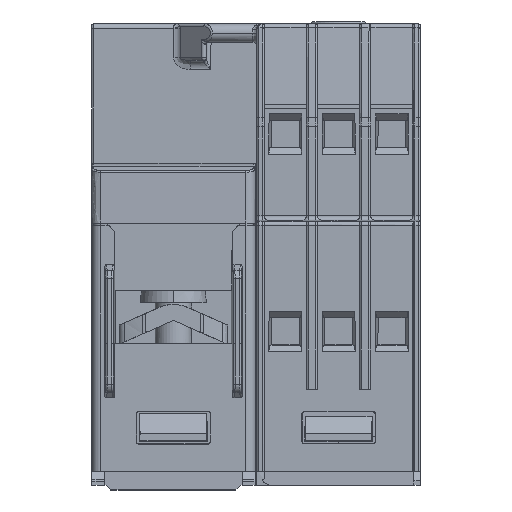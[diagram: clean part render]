
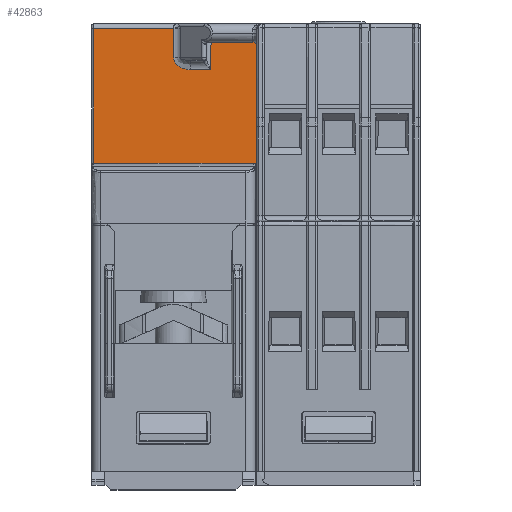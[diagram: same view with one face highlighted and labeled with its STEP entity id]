
A CAD part, front view. The second image highlights one B-rep face of the part: STEP entity #42863.
In plain terms, the highlighted free-form (B-spline) face has degree [1, 1] with [2, 2] control points.
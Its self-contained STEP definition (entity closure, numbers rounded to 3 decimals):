
#5410=CARTESIAN_POINT('',(-9.521,-18.217,-15.641));
#5411=VERTEX_POINT('',#5410);
#5421=CARTESIAN_POINT('',(-8.471,-18.217,-15.641));
#5422=VERTEX_POINT('',#5421);
#5430=CARTESIAN_POINT('',(-9.521,-18.217,-15.641));
#5431=DIRECTION('',(1.0,0.0,0.0));
#5432=VECTOR('',#5431,1.05);
#5433=LINE('',#5430,#5432);
#5434=EDGE_CURVE('',#5411,#5422,#5433,.T.);
#8733=CARTESIAN_POINT('',(-4.396,-18.341,-1.441));
#8734=VERTEX_POINT('',#8733);
#8735=CARTESIAN_POINT('',(-4.895,-18.334,-2.307));
#8736=VERTEX_POINT('',#8735);
#8737=CARTESIAN_POINT('',(-5.396,-18.341,-1.441));
#8738=DIRECTION('',(0.,1.,0.009));
#8739=DIRECTION('',(0.,-0.009,1.));
#8740=AXIS2_PLACEMENT_3D('',#8737,#8738,#8739);
#8741=ELLIPSE('',#8740,1.,1.0);
#8742=EDGE_CURVE('',#8734,#8736,#8741,.T.);
#15267=CARTESIAN_POINT('',(0.104,-18.341,-1.441));
#15268=VERTEX_POINT('',#15267);
#15308=CARTESIAN_POINT('',(-4.396,-18.341,-1.441));
#15309=DIRECTION('',(1.0,0.0,0.0));
#15310=VECTOR('',#15309,4.5);
#15311=LINE('',#15308,#15310);
#15312=EDGE_CURVE('',#8734,#15268,#15311,.T.);
#17101=CARTESIAN_POINT('',(-17.696,-18.346,-0.946));
#17102=VERTEX_POINT('',#17101);
#17110=CARTESIAN_POINT('',(-8.959,-18.346,-0.946));
#17111=VERTEX_POINT('',#17110);
#17112=CARTESIAN_POINT('',(-17.696,-18.346,-0.946));
#17113=DIRECTION('',(1.0,0.0,0.0));
#17114=VECTOR('',#17113,8.738);
#17115=LINE('',#17112,#17114);
#17116=EDGE_CURVE('',#17102,#17111,#17115,.T.);
#36319=CARTESIAN_POINT('',(0.228,-18.217,-15.641));
#36320=VERTEX_POINT('',#36319);
#36321=CARTESIAN_POINT('',(0.104,-18.341,-1.441));
#36322=DIRECTION('',(0.009,0.009,-1.));
#36323=VECTOR('',#36322,14.201);
#36324=LINE('',#36321,#36323);
#36325=EDGE_CURVE('',#15268,#36320,#36324,.T.);
#37216=CARTESIAN_POINT('',(-8.947,-18.318,-4.144));
#37217=VERTEX_POINT('',#37216);
#37218=CARTESIAN_POINT('',(-8.959,-18.346,-0.946));
#37219=DIRECTION('',(0.004,0.009,-1.));
#37220=VECTOR('',#37219,3.198);
#37221=LINE('',#37218,#37220);
#37222=EDGE_CURVE('',#17111,#37217,#37221,.T.);
#37249=CARTESIAN_POINT('',(-17.696,-18.217,-15.641));
#37250=VERTEX_POINT('',#37249);
#37258=CARTESIAN_POINT('',(-17.696,-18.217,-15.641));
#37259=DIRECTION('',(0.,-0.009,1.));
#37260=VECTOR('',#37259,14.696);
#37261=LINE('',#37258,#37260);
#37262=EDGE_CURVE('',#37250,#17102,#37261,.T.);
#37313=CARTESIAN_POINT('',(-0.296,-18.217,-15.641));
#37314=VERTEX_POINT('',#37313);
#37315=CARTESIAN_POINT('',(-0.296,-18.217,-15.641));
#37316=DIRECTION('',(1.0,0.0,0.0));
#37317=VECTOR('',#37316,0.524);
#37318=LINE('',#37315,#37317);
#37319=EDGE_CURVE('',#37314,#36320,#37318,.T.);
#40478=CARTESIAN_POINT('',(-4.922,-18.306,-5.433));
#40479=VERTEX_POINT('',#40478);
#41351=CARTESIAN_POINT('',(-7.12,-18.306,-5.433));
#41352=VERTEX_POINT('',#41351);
#41362=CARTESIAN_POINT('',(-7.108,-18.318,-4.133));
#41363=DIRECTION('',(0.,-1.,-0.009));
#41364=DIRECTION('',(-1.,0.,-0.009));
#41365=AXIS2_PLACEMENT_3D('',#41362,#41363,#41364);
#41366=ELLIPSE('',#41365,1.839,1.3);
#41367=EDGE_CURVE('',#37217,#41352,#41366,.T.);
#41381=CARTESIAN_POINT('',(-7.12,-18.306,-5.433));
#41382=DIRECTION('',(1.0,0.0,0.0));
#41383=VECTOR('',#41382,2.198);
#41384=LINE('',#41381,#41383);
#41385=EDGE_CURVE('',#41352,#40479,#41384,.T.);
#41397=CARTESIAN_POINT('',(-4.922,-18.306,-5.433));
#41398=DIRECTION('',(0.009,-0.009,1.));
#41399=VECTOR('',#41398,3.126);
#41400=LINE('',#41397,#41399);
#41401=EDGE_CURVE('',#40479,#8736,#41400,.T.);
#42833=CARTESIAN_POINT('',(-17.696,-18.346,-0.946));
#42834=CARTESIAN_POINT('',(0.228,-18.346,-0.946));
#42835=CARTESIAN_POINT('',(-17.696,-18.217,-15.641));
#42836=CARTESIAN_POINT('',(0.228,-18.217,-15.641));
#42837=B_SPLINE_SURFACE_WITH_KNOTS('',1,1,((#42833,#42835),(#42834,#42836)),.UNSPECIFIED.,.F.,.F.,.U.,(2,2),(2,2),(0.0,17.924),(0.0,14.696),.UNSPECIFIED.);
#42838=ORIENTED_EDGE('',*,*,#37262,.F.);
#42839=CARTESIAN_POINT('',(-9.521,-18.217,-15.641));
#42840=DIRECTION('',(-1.0,0.0,0.0));
#42841=VECTOR('',#42840,8.175);
#42842=LINE('',#42839,#42841);
#42843=EDGE_CURVE('',#5411,#37250,#42842,.T.);
#42844=ORIENTED_EDGE('',*,*,#42843,.F.);
#42845=ORIENTED_EDGE('',*,*,#5434,.T.);
#42846=CARTESIAN_POINT('',(-0.296,-18.217,-15.641));
#42847=DIRECTION('',(-1.0,0.0,0.0));
#42848=VECTOR('',#42847,8.175);
#42849=LINE('',#42846,#42848);
#42850=EDGE_CURVE('',#37314,#5422,#42849,.T.);
#42851=ORIENTED_EDGE('',*,*,#42850,.F.);
#42852=ORIENTED_EDGE('',*,*,#37319,.T.);
#42853=ORIENTED_EDGE('',*,*,#36325,.F.);
#42854=ORIENTED_EDGE('',*,*,#15312,.F.);
#42855=ORIENTED_EDGE('',*,*,#8742,.T.);
#42856=ORIENTED_EDGE('',*,*,#41401,.F.);
#42857=ORIENTED_EDGE('',*,*,#41385,.F.);
#42858=ORIENTED_EDGE('',*,*,#41367,.F.);
#42859=ORIENTED_EDGE('',*,*,#37222,.F.);
#42860=ORIENTED_EDGE('',*,*,#17116,.F.);
#42861=EDGE_LOOP('',(#42838,#42844,#42845,#42851,#42852,#42853,#42854,#42855,#42856,#42857,#42858,#42859,#42860));
#42862=FACE_OUTER_BOUND('',#42861,.T.);
#42863=ADVANCED_FACE('',(#42862),#42837,.F.);
